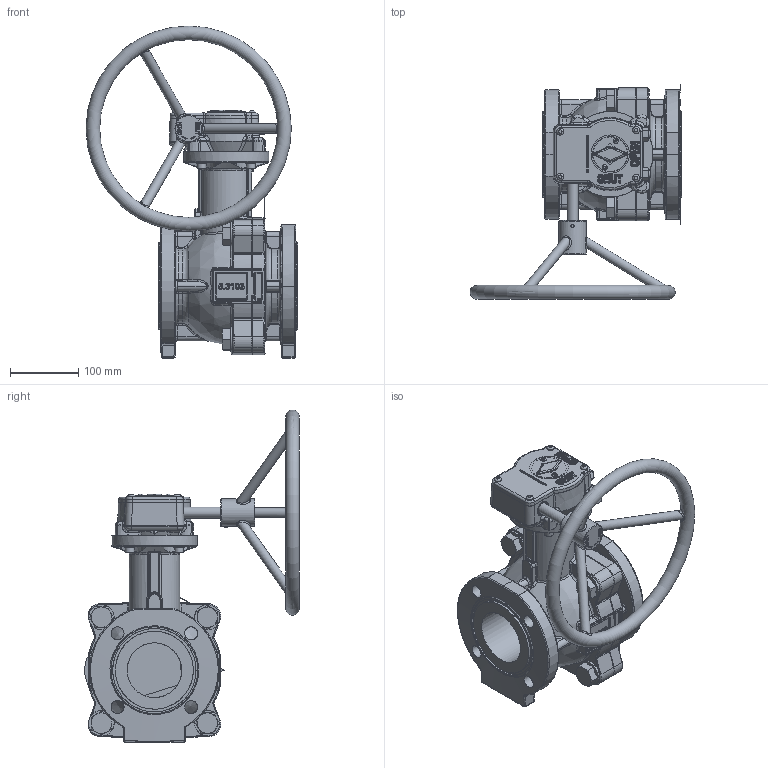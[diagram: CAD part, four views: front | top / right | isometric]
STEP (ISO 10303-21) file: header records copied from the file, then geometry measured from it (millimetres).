
FILE_DESCRIPTION(('HOOPS Exchange Step'),'2;1');
FILE_NAME('FK13011010.stp','2025-09-18T11:01:26+02:00',('nieru'),('Unknown organisation'),'HOOPS Exchange 2024.2','HOOPS Exchange','Unknown authorisation');
FILE_SCHEMA( ('AP203_CONFIGURATION_CONTROLLED_3D_DESIGN_OF_MECHANICAL_PARTS_AND_ASSEMBLIES_MIM_LF') );
Length unit declared in the file: millimetre
Products named in the file (4): 0; root
Assembly tree (3 placements, depth 3):
  root
    0
      0
      0
Bounding box: 309.93 x 314.01 x 485.5 mm (x, y, z)
Volume: 340665.8 mm3
Topology: 22 solids, 1694 shells, 2516 faces, 10352 edges, 9467 vertices
Faces by surface type: cylinder 771, bspline 727, plane 578, torus 210, cone 128, sphere 77, extrusion 25
Full cylindrical faces by diameter (mm): 2.2 x4, 6.647 x5, 8 x4, 8.376 x4, 10.106 x4, 10.5 x4, 11 x4, 13 x4, 14 x3, 14.8 x4, 16 x2, 17.15 x1, 17.294 x4, 19 x8, 20 x4, 21 x4, 22 x2, 28.19 x4, 37 x4, 40 x1, 52 x2, 56 x1, 71 x1, 114 x2, 122 x2, 125 x1, 127 x2
Entity records: 298285 total; most frequent: CARTESIAN_POINT 222899, ORIENTED_EDGE 12149, DIRECTION 10720, EDGE_CURVE 10296, VERTEX_POINT 9466, B_SPLINE_CURVE_WITH_KNOTS 4985, AXIS2_PLACEMENT_3D 3986, VECTOR 2748
